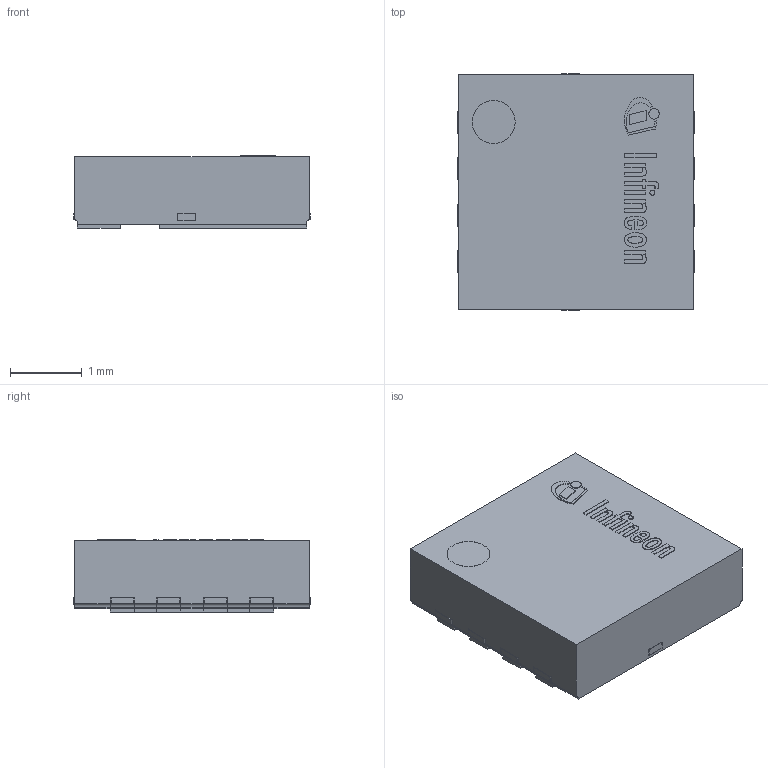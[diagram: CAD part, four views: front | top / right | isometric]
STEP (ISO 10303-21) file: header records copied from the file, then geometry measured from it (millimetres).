
FILE_DESCRIPTION(/* description */ (''),/* implementation_level */ '2;1');
FILE_NAME(/* name */ '1.stp',/* time_stamp */ '2024-07-30T19:21:33+05:30',/* author */ ('sivamani'),/* organization */ (''),/* preprocessor_version */ 'ST-DEVELOPER v19.2',/* originating_system */ 'AutoCAD Mechanical',/* authorisation */ '');
FILE_SCHEMA (('AUTOMOTIVE_DESIGN { 1 0 10303 214 3 1 1 }'));
Length unit declared in the file: millimetre
Products named in the file (1): Product
Bounding box: 3.3 x 3.3 x 1.01 mm (x, y, z)
Volume: 10.5 mm3; surface area: 52.1 mm2
Topology: 19 solids, 19 shells, 372 faces, 999 edges, 666 vertices
Faces by surface type: plane 236, cylinder 136
Full cylindrical faces by diameter (mm): 0.071 x1, 0.146 x1, 0.6 x2
Entity records: 11725 total; most frequent: DIRECTION 2049, CARTESIAN_POINT 2038, ORIENTED_EDGE 1998, EDGE_CURVE 999, LINE 695, VECTOR 695, AXIS2_PLACEMENT_3D 677, VERTEX_POINT 666
